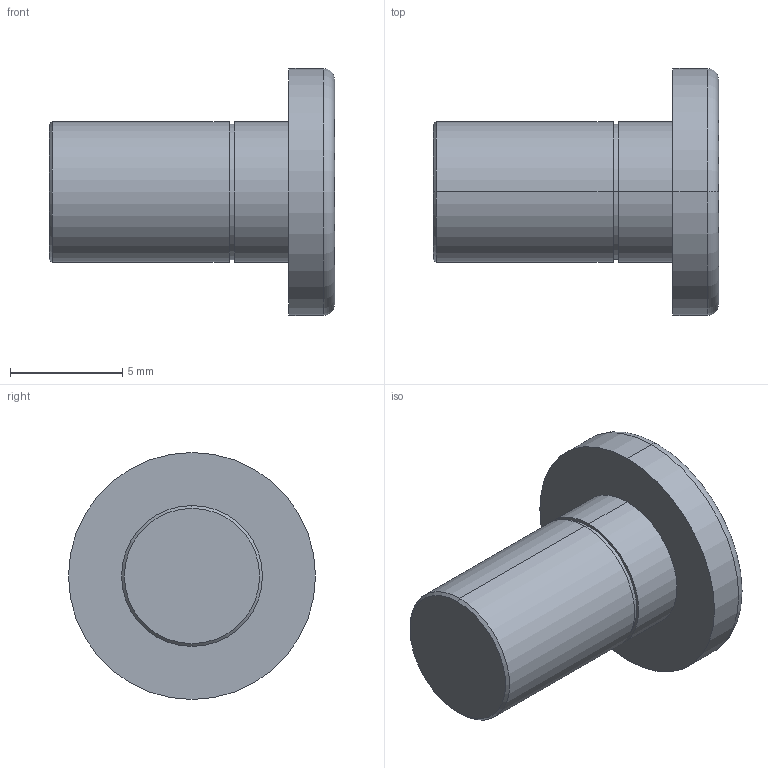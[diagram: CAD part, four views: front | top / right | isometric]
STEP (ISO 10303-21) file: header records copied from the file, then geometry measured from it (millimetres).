
FILE_DESCRIPTION (( 'STEP AP214' ), '1' );
FILE_NAME ('MS1005.STEP', '2025-04-17T20:22:25', ( '' ), ( '' ), 'SwSTEP 2.0', 'SolidWorks 2023', '' );
FILE_SCHEMA (( 'AUTOMOTIVE_DESIGN' ));
Length unit declared in the file: inch
Products named in the file (1): MS1005
Bounding box: 12.7 x 11 x 11 mm (x, y, z)
Volume: 365.9 mm3; surface area: 605.8 mm2
Topology: 1 solids, 1 shells, 23 faces, 46 edges, 27 vertices
Faces by surface type: cylinder 10, plane 5, cone 4, torus 4
Entity records: 619 total; most frequent: DIRECTION 122, CARTESIAN_POINT 95, ORIENTED_EDGE 88, AXIS2_PLACEMENT_3D 54, EDGE_CURVE 44, CIRCLE 30, VERTEX_POINT 27, EDGE_LOOP 27
